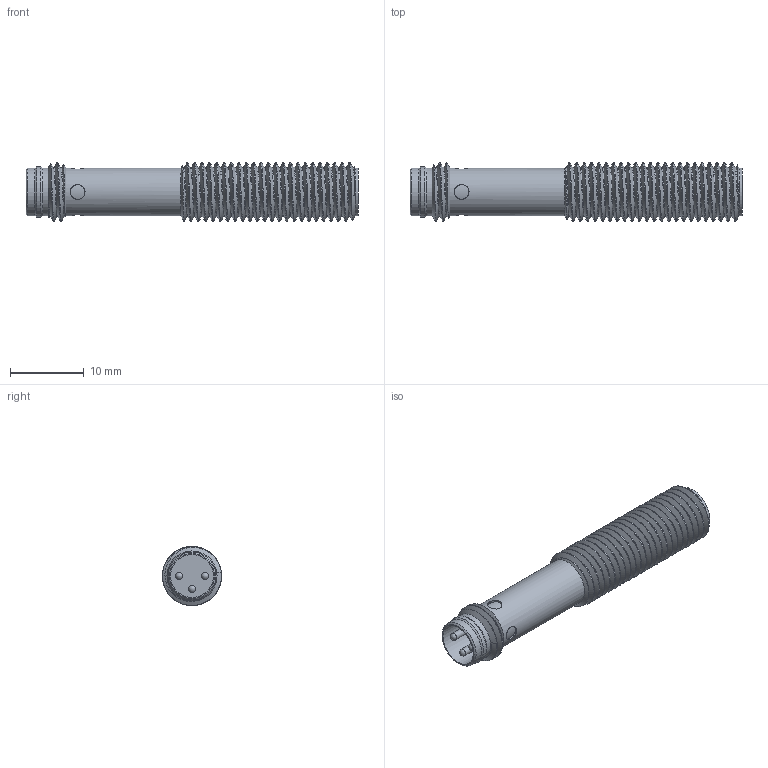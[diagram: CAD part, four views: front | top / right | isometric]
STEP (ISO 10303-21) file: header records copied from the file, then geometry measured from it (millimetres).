
FILE_DESCRIPTION(('FreeCAD Model'),'2;1');
FILE_NAME('FCU1-0801X-XCS3.STP','2019-12-23T09:07:23',( 'Author'),(''),'Open CASCADE STEP processor 7.3','FreeCAD','Unknown' );
FILE_SCHEMA(('AUTOMOTIVE_DESIGN { 1 0 10303 214 1 1 1 1 }'));
Length unit declared in the file: millimetre
Products named in the file (1): FCU1-0801X-XCS3
Bounding box: 45 x 8 x 8 mm (x, y, z)
Volume: 1640.2 mm3; surface area: 1725.1 mm2
Topology: 1 solids, 1 shells, 38 faces, 93 edges, 58 vertices
Faces by surface type: cylinder 21, cone 7, bspline 4, plane 3, sphere 3
Full cylindrical faces by diameter (mm): 1 x3, 2 x4, 5.8 x1, 6.5 x4, 6.8 x1
Entity records: 19857 total; most frequent: CARTESIAN_POINT 18226, DIRECTION 251, ORIENTED_EDGE 174, PCURVE 174, DEFINITIONAL_REPRESENTATION 174, B_SPLINE_CURVE_WITH_KNOTS 114, LINE 101, VECTOR 101
